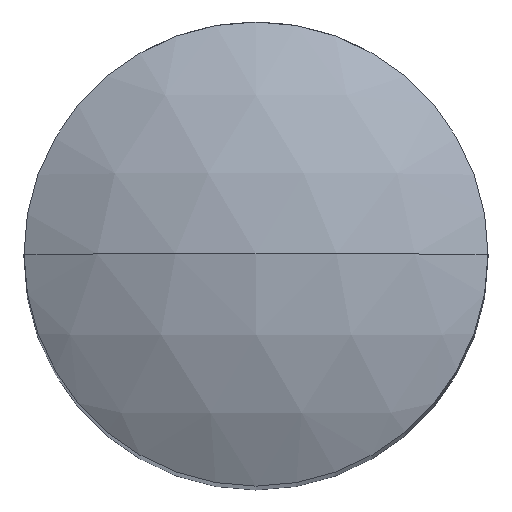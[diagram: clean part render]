
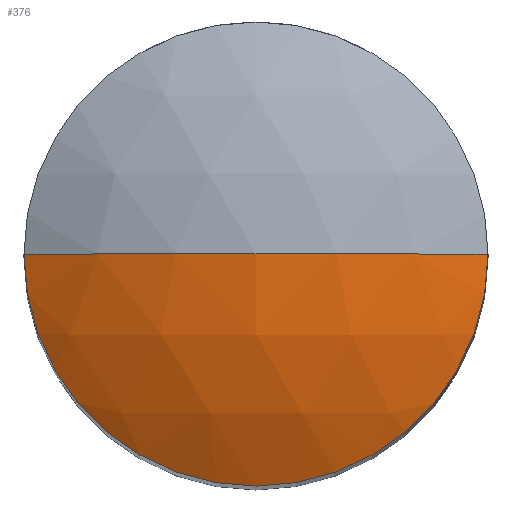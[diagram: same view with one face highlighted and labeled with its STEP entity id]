
A CAD part, top view. The second image highlights one B-rep face of the part: STEP entity #376.
In plain terms, the highlighted spherical face has radius 1.5 mm.
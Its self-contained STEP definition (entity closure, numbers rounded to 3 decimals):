
#6 = DIRECTION ( 'NONE',  ( 0., 0., -1. ) ) ;
#11 = DIRECTION ( 'NONE',  ( 1., 0., 0. ) ) ;
#17 = CARTESIAN_POINT ( 'NONE',  ( 0., 0., 6.5 ) ) ;
#57 = DIRECTION ( 'NONE',  ( 0., -1., 0. ) ) ;
#72 = SPHERICAL_SURFACE ( 'NONE', #345, 1.5 ) ;
#75 = CARTESIAN_POINT ( 'NONE',  ( 0., 0., 7.799 ) ) ;
#98 = VERTEX_POINT ( 'NONE', #246 ) ;
#167 = ORIENTED_EDGE ( 'NONE', *, *, #392, .F. ) ;
#211 = ORIENTED_EDGE ( 'NONE', *, *, #490, .F. ) ;
#227 = CARTESIAN_POINT ( 'NONE',  ( 0.75, 0., 7.799 ) ) ;
#246 = CARTESIAN_POINT ( 'NONE',  ( 0., 0., 8. ) ) ;
#285 = AXIS2_PLACEMENT_3D ( 'NONE', #737, #334, #798 ) ;
#300 = AXIS2_PLACEMENT_3D ( 'NONE', #638, #635, #633 ) ;
#332 = AXIS2_PLACEMENT_3D ( 'NONE', #75, #6, #707 ) ;
#334 = DIRECTION ( 'NONE',  ( 0., 1., 0. ) ) ;
#345 = AXIS2_PLACEMENT_3D ( 'NONE', #17, #57, #11 ) ;
#376 = ADVANCED_FACE ( 'NONE', ( #631 ), #72, .T. ) ;
#391 = VERTEX_POINT ( 'NONE', #227 ) ;
#392 = EDGE_CURVE ( 'NONE', #391, #744, #611, .T. ) ;
#396 = EDGE_CURVE ( 'NONE', #98, #744, #427, .T. ) ;
#427 = CIRCLE ( 'NONE', #300, 1.5 ) ;
#439 = EDGE_LOOP ( 'NONE', ( #211, #505, #167 ) ) ;
#461 = CARTESIAN_POINT ( 'NONE',  ( -0.75, 0., 7.799 ) ) ;
#490 = EDGE_CURVE ( 'NONE', #98, #391, #571, .T. ) ;
#505 = ORIENTED_EDGE ( 'NONE', *, *, #396, .T. ) ;
#571 = CIRCLE ( 'NONE', #285, 1.5 ) ;
#611 = CIRCLE ( 'NONE', #332, 0.75 ) ;
#631 = FACE_OUTER_BOUND ( 'NONE', #439, .T. ) ;
#633 = DIRECTION ( 'NONE',  ( 1., 0., 0. ) ) ;
#635 = DIRECTION ( 'NONE',  ( 0., -1., 0. ) ) ;
#638 = CARTESIAN_POINT ( 'NONE',  ( 0., 0., 6.5 ) ) ;
#707 = DIRECTION ( 'NONE',  ( -1., 0., 0. ) ) ;
#737 = CARTESIAN_POINT ( 'NONE',  ( 0., 0., 6.5 ) ) ;
#744 = VERTEX_POINT ( 'NONE', #461 ) ;
#798 = DIRECTION ( 'NONE',  ( 0., 0., 1. ) ) ;
